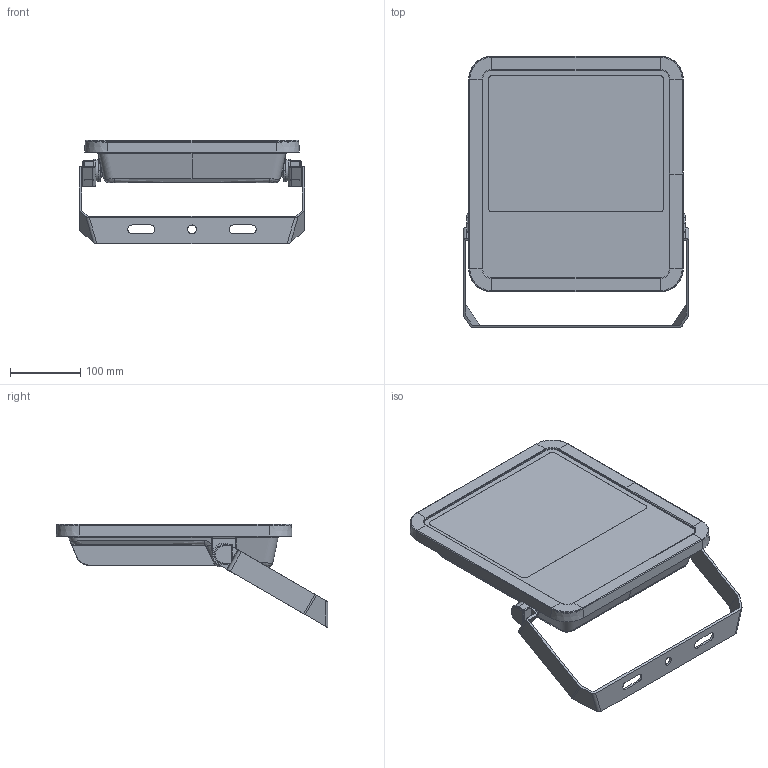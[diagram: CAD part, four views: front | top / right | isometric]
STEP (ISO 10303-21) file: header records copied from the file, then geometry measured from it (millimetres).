
FILE_DESCRIPTION (( 'STEP AP214' ), '1' );
FILE_NAME ('FL-AREA-105W.STEP', '2023-03-16T12:23:17', ( '' ), ( '' ), 'SwSTEP 2.0', 'SolidWorks 2020', '' );
FILE_SCHEMA (( 'AUTOMOTIVE_DESIGN' ));
Length unit declared in the file: millimetre
Products named in the file (1): FL-AREA-105W
Bounding box: 321 x 385.88 x 146.66 mm (x, y, z)
Volume: 2966475.2 mm3; surface area: 746573.4 mm2
Topology: 8 solids, 8 shells, 999 faces, 2446 edges, 1425 vertices
Faces by surface type: bspline 356, cylinder 333, plane 242, torus 42, cone 20, sphere 6
Full cylindrical faces by diameter (mm): 10.5 x2, 30 x2
Entity records: 54218 total; most frequent: CARTESIAN_POINT 22681, ORIENTED_EDGE 4796, DIRECTION 3599, EDGE_CURVE 2398, VERTEX_POINT 1425, AXIS2_PLACEMENT_3D 1366, EDGE_LOOP 1021, UNCERTAINTY_MEASURE_WITH_UNIT 1009
